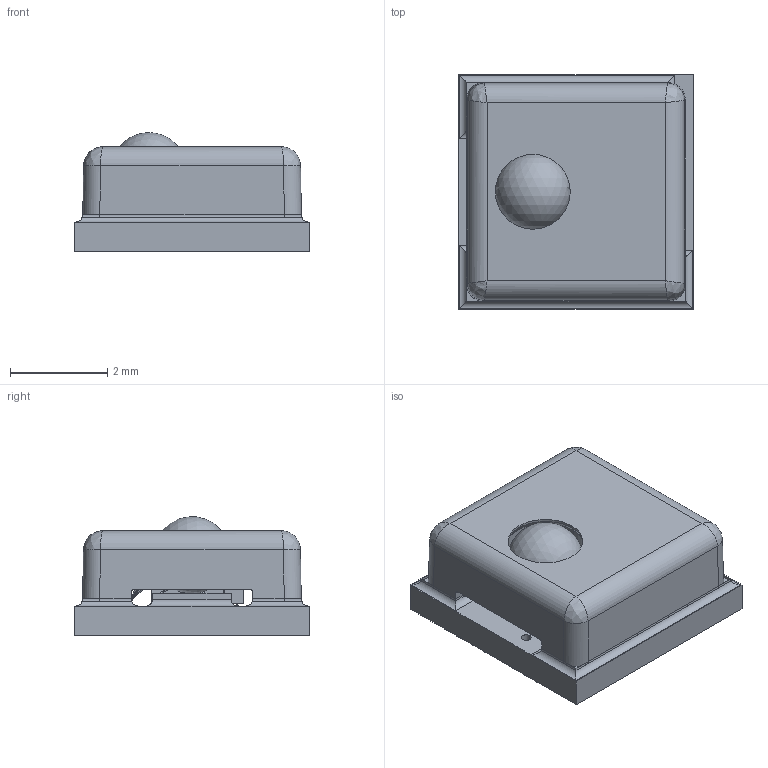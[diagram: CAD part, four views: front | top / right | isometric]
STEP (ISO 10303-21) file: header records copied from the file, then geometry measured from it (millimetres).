
FILE_DESCRIPTION((''),'2;1');
FILE_NAME('32320331-001_SW-FMA-200','2019-03-11T14:44:15',('E809437'),(''),'CREO PARAMETRIC BY PTC INC, 2017380','CREO PARAMETRIC BY PTC INC, 2017380','');
FILE_SCHEMA(('CONFIG_CONTROL_DESIGN','SHAPE_APPEARANCE_LAYERS_GROUPS'));
Length unit declared in the file: millimetre
Products named in the file (1): 32320331-001_SW-FMA-200
Bounding box: 4.83 x 4.83 x 2.44 mm (x, y, z)
Volume: 31.7 mm3; surface area: 145.6 mm2
Topology: 2 solids, 2 shells, 277 faces, 701 edges, 445 vertices
Faces by surface type: plane 158, cylinder 73, bspline 28, sphere 11, cone 5, torus 2
Entity records: 15573 total; most frequent: CARTESIAN_POINT 7500, ORIENTED_EDGE 1394, DIRECTION 1173, EDGE_CURVE 697, VERTEX_POINT 445, VECTOR 419, LINE 419, AXIS2_PLACEMENT_3D 377
